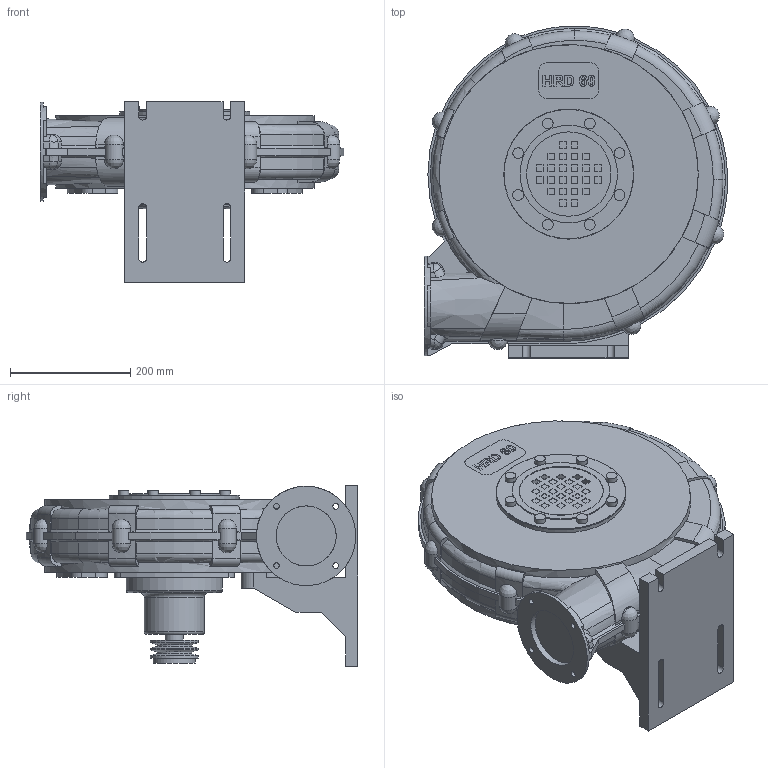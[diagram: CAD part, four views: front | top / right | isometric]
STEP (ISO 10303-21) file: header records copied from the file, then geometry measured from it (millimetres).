
FILE_DESCRIPTION((''),'2;1');
FILE_NAME('AttTemp.stp','2014-08-07T12:23:32',('Long'),(''),'Autodesk Inventor 2012','Autodesk Inventor 2012','');
FILE_SCHEMA(('AUTOMOTIVE_DESIGN { 1 0 10303 214 1 1 1 1 }'));
Length unit declared in the file: millimetre
Products named in the file (1): TB-5678B
Bounding box: 504 x 551 x 300 mm (x, y, z)
Volume: 26517043.7 mm3; surface area: 995522.9 mm2
Topology: 1 solids, 9 shells, 595 faces, 1674 edges, 1120 vertices
Faces by surface type: plane 322, cylinder 158, bspline 40, torus 39, cone 36
Full cylindrical faces by diameter (mm): 8.38 x8, 9.5 x4, 17.8 x8, 30 x1, 58 x2, 70 x1, 80 x3, 100 x2, 140 x2, 160 x1, 162 x1, 165 x1, 178 x1, 215 x1, 216 x1, 430 x2
Entity records: 22349 total; most frequent: CARTESIAN_POINT 6795, ORIENTED_EDGE 3200, DIRECTION 2903, EDGE_CURVE 1600, VERTEX_POINT 1102, AXIS2_PLACEMENT_3D 1051, VECTOR 801, LINE 801
